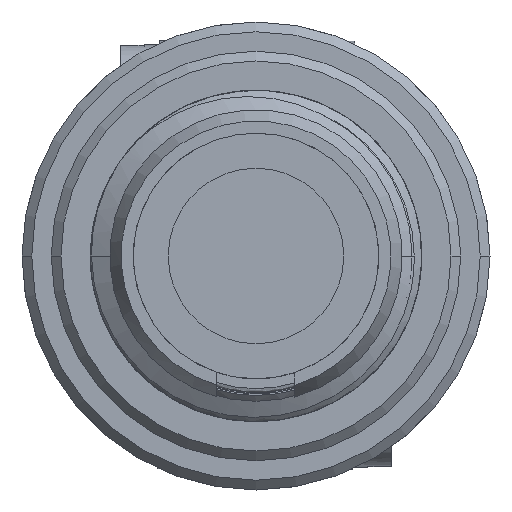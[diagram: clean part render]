
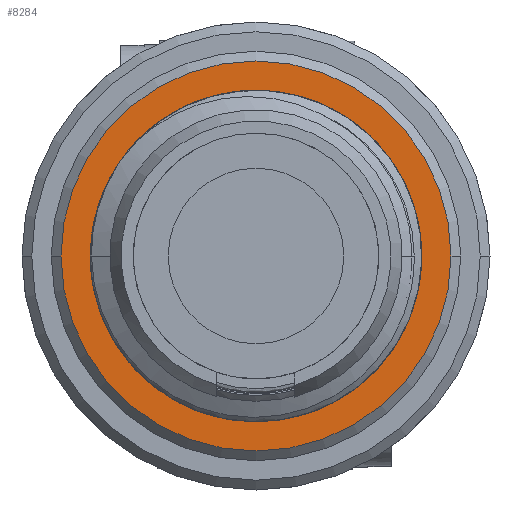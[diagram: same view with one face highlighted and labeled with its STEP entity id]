
A CAD part, left-side view. The second image highlights one B-rep face of the part: STEP entity #8284.
In plain terms, the highlighted planar face has unit normal (-1, 0, 0).
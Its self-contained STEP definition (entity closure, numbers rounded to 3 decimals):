
#1793=CARTESIAN_POINT('',(7.,12.,-12.));
#1794=DIRECTION('',(1.,0.,0.));
#1795=DIRECTION('',(0.,1.,0.));
#1796=AXIS2_PLACEMENT_3D('',#1793,#1794,#1795);
#1798=CARTESIAN_POINT('',(7.,12.,-12.));
#1799=DIRECTION('',(-1.,0.,0.));
#1800=DIRECTION('',(0.,1.,0.));
#1801=AXIS2_PLACEMENT_3D('',#1798,#1799,#1800);
#1811=CARTESIAN_POINT('',(7.,12.,-12.));
#1812=DIRECTION('',(-1.,0.,0.));
#1813=DIRECTION('',(0.,1.,0.));
#1814=AXIS2_PLACEMENT_3D('',#1811,#1812,#1813);
#1816=CARTESIAN_POINT('',(7.,12.,-12.));
#1817=DIRECTION('',(1.,0.,0.));
#1818=DIRECTION('',(0.,1.,0.));
#1819=AXIS2_PLACEMENT_3D('',#1816,#1817,#1818);
#5333=CARTESIAN_POINT('',(7.,19.75,-12.));
#5335=VERTEX_POINT('',#5333);
#5353=CARTESIAN_POINT('',(7.,4.25,-12.));
#5355=VERTEX_POINT('',#5353);
#5411=CARTESIAN_POINT('',(7.,22.,-12.));
#5412=VERTEX_POINT('',#5411);
#5419=CARTESIAN_POINT('',(7.,2.,-12.));
#5420=VERTEX_POINT('',#5419);
#8269=CARTESIAN_POINT('',(7.,12.,-12.));
#8270=DIRECTION('',(1.,0.,0.));
#8271=DIRECTION('',(0.,-1.,0.));
#8272=AXIS2_PLACEMENT_3D('',#8269,#8270,#8271);
#8273=PLANE('78',#8272);
#8274=ORIENTED_EDGE('474',*,*,#8251,.T.);
#8275=ORIENTED_EDGE('478',*,*,#8262,.F.);
#8276=EDGE_LOOP('78',(#8274,#8275));
#8277=FACE_OUTER_BOUND('78',#8276,.F.);
#8279=ORIENTED_EDGE('427',*,*,#8278,.T.);
#8281=ORIENTED_EDGE('418',*,*,#8280,.F.);
#8282=EDGE_LOOP('78',(#8279,#8281));
#8283=FACE_BOUND('78',#8282,.F.);
#1797=CIRCLE('474',#1796,10.);
#1802=CIRCLE('478',#1801,10.);
#1815=CIRCLE('427',#1814,7.75);
#1820=CIRCLE('418',#1819,7.75);
#8251=EDGE_CURVE('474',#5412,#5420,#1797,.T.);
#8262=EDGE_CURVE('478',#5412,#5420,#1802,.T.);
#8278=EDGE_CURVE('427',#5335,#5355,#1815,.T.);
#8280=EDGE_CURVE('418',#5335,#5355,#1820,.T.);
#8284=ADVANCED_FACE('78',(#8277,#8283),#8273,.F.);
